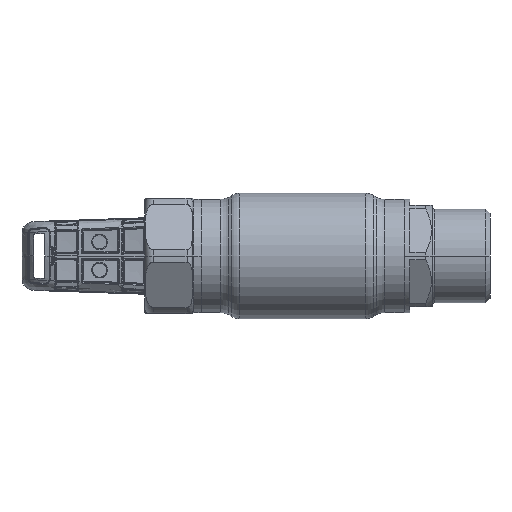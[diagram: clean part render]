
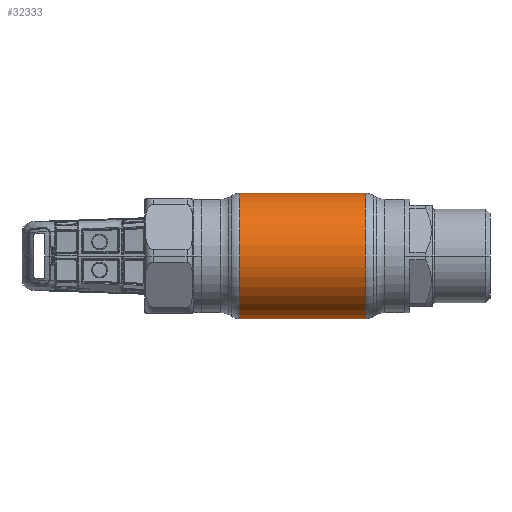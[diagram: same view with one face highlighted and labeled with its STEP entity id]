
A CAD part, front view. The second image highlights one B-rep face of the part: STEP entity #32333.
In plain terms, the highlighted cylindrical face has radius 22.25 mm (diameter 44.5 mm), a partial arc.
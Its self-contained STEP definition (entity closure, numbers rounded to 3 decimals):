
#6474 = DIRECTION ( 'NONE',  ( 0., 0., 1. ) ) ;
#6616 = DIRECTION ( 'NONE',  ( -1., 0., 0. ) ) ;
#6655 = CARTESIAN_POINT ( 'NONE',  ( -22.285, 0., 22.25 ) ) ;
#7954 = CARTESIAN_POINT ( 'NONE',  ( -62.69, 0., 0. ) ) ;
#10294 = CARTESIAN_POINT ( 'NONE',  ( 22.285, 0., 22.25 ) ) ;
#10654 = CARTESIAN_POINT ( 'NONE',  ( 22.285, 0., -22.25 ) ) ;
#16343 = VECTOR ( 'NONE', #60745, 1000. ) ;
#19746 = VERTEX_POINT ( 'NONE', #10294 ) ;
#20348 = ORIENTED_EDGE ( 'NONE', *, *, #35331, .F. ) ;
#20806 = CARTESIAN_POINT ( 'NONE',  ( -22.285, 0., 0. ) ) ;
#23579 = CYLINDRICAL_SURFACE ( 'NONE', #44250, 22.25 ) ;
#25740 = DIRECTION ( 'NONE',  ( -1., 0., 0. ) ) ;
#26425 = DIRECTION ( 'NONE',  ( 0., 0., 1. ) ) ;
#28526 = ORIENTED_EDGE ( 'NONE', *, *, #45802, .T. ) ;
#29368 = CARTESIAN_POINT ( 'NONE',  ( -62.69, 0., 22.25 ) ) ;
#30988 = VECTOR ( 'NONE', #38632, 1000. ) ;
#31138 = DIRECTION ( 'NONE',  ( -1., 0., 0. ) ) ;
#31899 = CIRCLE ( 'NONE', #59926, 22.25 ) ;
#32333 = ADVANCED_FACE ( 'NONE', ( #44905 ), #23579, .T. ) ;
#32459 = LINE ( 'NONE', #29368, #30988 ) ;
#34722 = CARTESIAN_POINT ( 'NONE',  ( 22.285, 0., 0. ) ) ;
#34813 = EDGE_CURVE ( 'NONE', #39485, #48226, #40681, .T. ) ;
#35331 = EDGE_CURVE ( 'NONE', #50865, #39485, #46486, .T. ) ;
#36908 = CARTESIAN_POINT ( 'NONE',  ( -62.69, 0., -22.25 ) ) ;
#38632 = DIRECTION ( 'NONE',  ( -1., 0., 0. ) ) ;
#39485 = VERTEX_POINT ( 'NONE', #55923 ) ;
#39500 = DIRECTION ( 'NONE',  ( 0., 0., 1. ) ) ;
#40681 = CIRCLE ( 'NONE', #47524, 22.25 ) ;
#44250 = AXIS2_PLACEMENT_3D ( 'NONE', #7954, #31138, #26425 ) ;
#44753 = EDGE_CURVE ( 'NONE', #50865, #19746, #31899, .T. ) ;
#44905 = FACE_OUTER_BOUND ( 'NONE', #53632, .T. ) ;
#45802 = EDGE_CURVE ( 'NONE', #19746, #48226, #32459, .T. ) ;
#46486 = LINE ( 'NONE', #36908, #16343 ) ;
#47424 = ORIENTED_EDGE ( 'NONE', *, *, #34813, .F. ) ;
#47524 = AXIS2_PLACEMENT_3D ( 'NONE', #20806, #25740, #6474 ) ;
#48226 = VERTEX_POINT ( 'NONE', #6655 ) ;
#50865 = VERTEX_POINT ( 'NONE', #10654 ) ;
#53632 = EDGE_LOOP ( 'NONE', ( #20348, #60528, #28526, #47424 ) ) ;
#55923 = CARTESIAN_POINT ( 'NONE',  ( -22.285, 0., -22.25 ) ) ;
#59926 = AXIS2_PLACEMENT_3D ( 'NONE', #34722, #6616, #39500 ) ;
#60528 = ORIENTED_EDGE ( 'NONE', *, *, #44753, .T. ) ;
#60745 = DIRECTION ( 'NONE',  ( -1., 0., 0. ) ) ;
